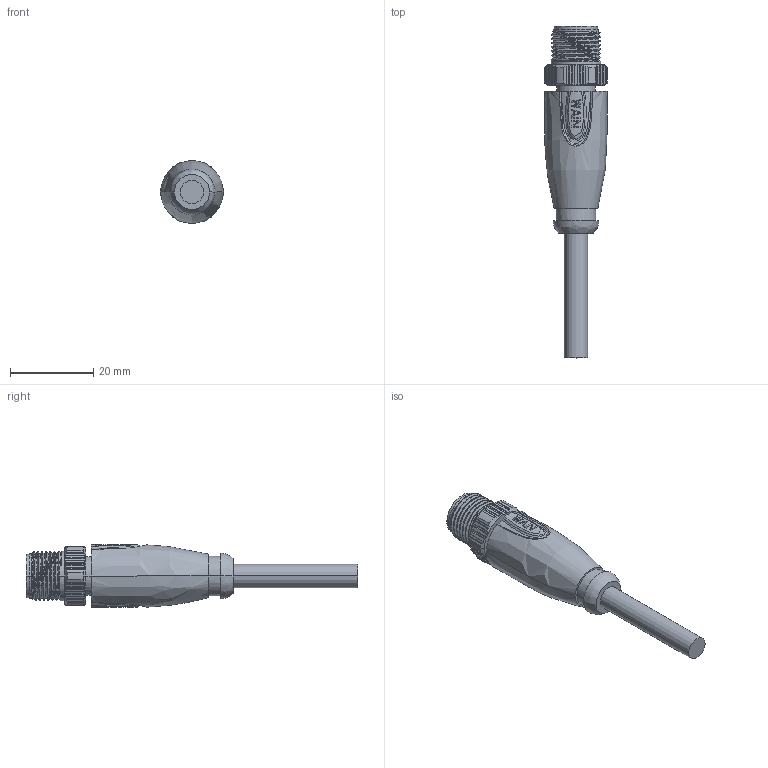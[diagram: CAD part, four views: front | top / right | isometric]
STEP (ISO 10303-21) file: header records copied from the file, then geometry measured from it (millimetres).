
FILE_DESCRIPTION(/* description */ (''),/* implementation_level */ '2;1');
FILE_NAME(/* name */ '3d_V1.0.stp',/* time_stamp */ '2024-01-09T11:03:07+08:00',/* author */ (''),/* organization */ (''),/* preprocessor_version */ 'ST-DEVELOPER v18.1',/* originating_system */ 'SIEMENS PLM Software NX 1980',/* authorisation */ '');
FILE_SCHEMA (('AUTOMOTIVE_DESIGN { 1 0 10303 214 3 1 1 1 }'));
Length unit declared in the file: millimetre
Products named in the file (1): 3d_stp
Bounding box: 15.2 x 79.7 x 15 mm (x, y, z)
Volume: 6857.3 mm3; surface area: 4313.9 mm2
Topology: 1 solids, 1 shells, 373 faces, 1005 edges, 653 vertices
Faces by surface type: plane 181, cylinder 136, cone 19, bspline 18, sphere 10, torus 4, revolution 4, extrusion 1
Entity records: 17323 total; most frequent: CARTESIAN_POINT 8997, ORIENTED_EDGE 1974, DIRECTION 1336, EDGE_CURVE 987, VERTEX_POINT 651, B_SPLINE_CURVE_WITH_KNOTS 566, AXIS2_PLACEMENT_3D 554, EDGE_LOOP 406
